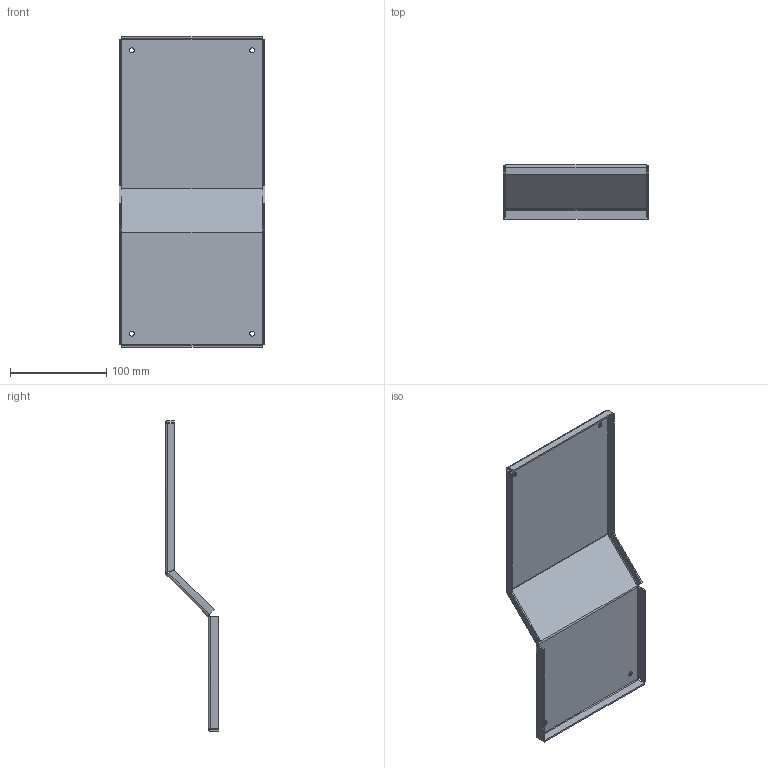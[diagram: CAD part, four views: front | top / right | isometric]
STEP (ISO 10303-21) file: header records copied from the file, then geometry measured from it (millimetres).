
FILE_DESCRIPTION (( 'STEP AP214' ), '1' );
FILE_NAME ('InverterLid.STEP', '2025-02-04T03:23:46', ( '' ), ( '' ), 'SwSTEP 2.0', 'SolidWorks 2024', '' );
FILE_SCHEMA (( 'AUTOMOTIVE_DESIGN' ));
Length unit declared in the file: inch
Products named in the file (1): InverterLid
Bounding box: 151.03 x 55.58 x 322.53 mm (x, y, z)
Volume: 94115.6 mm3; surface area: 119519.5 mm2
Topology: 1 solids, 1 shells, 94 faces, 196 edges, 104 vertices
Faces by surface type: plane 58, cylinder 28, bspline 8
Entity records: 2791 total; most frequent: CARTESIAN_POINT 819, DIRECTION 394, ORIENTED_EDGE 392, EDGE_CURVE 196, VECTOR 140, LINE 140, AXIS2_PLACEMENT_3D 127, VERTEX_POINT 104
